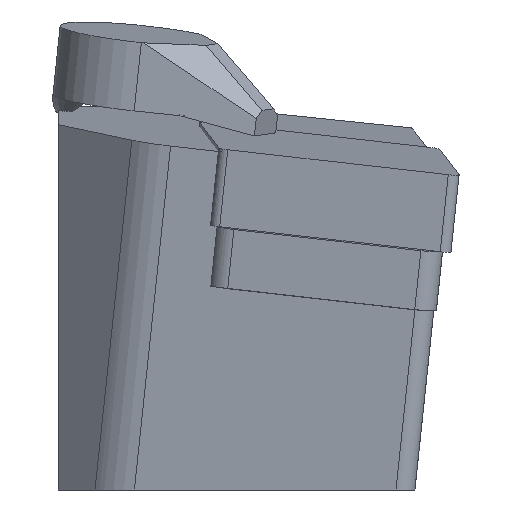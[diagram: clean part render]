
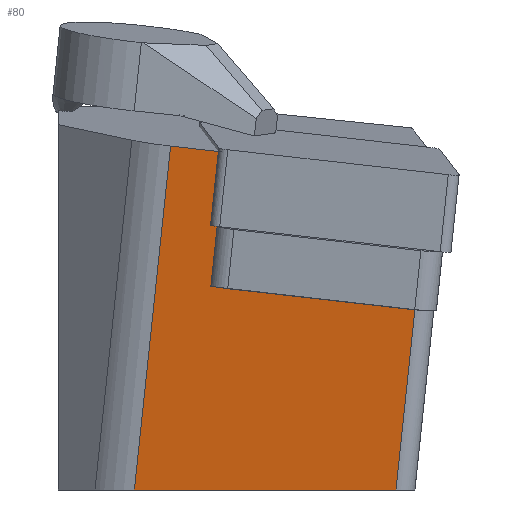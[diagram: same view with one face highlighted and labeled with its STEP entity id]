
A CAD part, left-side view. The second image highlights one B-rep face of the part: STEP entity #80.
In plain terms, the highlighted planar face has unit normal (-0.992, 0.087, -0.096).
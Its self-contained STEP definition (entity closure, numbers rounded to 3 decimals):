
#80=ADVANCED_FACE('',(#171),#132,.F.);
#132=PLANE('',#1039);
#171=FACE_OUTER_BOUND('',#224,.T.);
#224=EDGE_LOOP('',(#538,#539,#540,#541,#542,#543,#544));
#270=LINE('',#1399,#373);
#278=LINE('',#1418,#381);
#291=LINE('',#1445,#394);
#308=LINE('',#1490,#411);
#309=LINE('',#1494,#412);
#310=LINE('',#1496,#413);
#311=LINE('',#1497,#414);
#373=VECTOR('',#1118,1.);
#381=VECTOR('',#1130,1.);
#394=VECTOR('',#1151,1.);
#411=VECTOR('',#1182,1.);
#412=VECTOR('',#1187,1.);
#413=VECTOR('',#1188,1.);
#414=VECTOR('',#1189,1.);
#538=ORIENTED_EDGE('',*,*,#865,.F.);
#539=ORIENTED_EDGE('',*,*,#879,.T.);
#540=ORIENTED_EDGE('',*,*,#856,.F.);
#541=ORIENTED_EDGE('',*,*,#902,.T.);
#542=ORIENTED_EDGE('',*,*,#903,.F.);
#543=ORIENTED_EDGE('',*,*,#900,.T.);
#544=ORIENTED_EDGE('',*,*,#904,.T.);
#763=VERTEX_POINT('',#1398);
#764=VERTEX_POINT('',#1400);
#771=VERTEX_POINT('',#1415);
#772=VERTEX_POINT('',#1417);
#797=VERTEX_POINT('',#1489);
#798=VERTEX_POINT('',#1491);
#799=VERTEX_POINT('',#1495);
#856=EDGE_CURVE('',#763,#764,#270,.T.);
#865=EDGE_CURVE('',#772,#771,#278,.T.);
#879=EDGE_CURVE('',#772,#764,#291,.T.);
#900=EDGE_CURVE('',#798,#797,#308,.T.);
#902=EDGE_CURVE('',#763,#799,#309,.T.);
#903=EDGE_CURVE('',#798,#799,#310,.T.);
#904=EDGE_CURVE('',#797,#771,#311,.T.);
#1039=AXIS2_PLACEMENT_3D('',#1498,#1190,#1191);
#1118=DIRECTION('',(-0.076,-0.991,-0.112));
#1130=DIRECTION('',(-0.076,-0.991,-0.112));
#1151=DIRECTION('',(-0.105,-0.104,0.989));
#1182=DIRECTION('',(-0.105,-0.104,0.989));
#1187=DIRECTION('',(0.105,0.104,-0.989));
#1188=DIRECTION('',(0.087,0.996,0.));
#1189=DIRECTION('',(0.076,0.991,0.112));
#1190=DIRECTION('',(0.992,-0.087,0.096));
#1191=DIRECTION('',(0.096,0.,-0.995));
#1398=CARTESIAN_POINT('',(2.519,-8.937,2.387));
#1399=CARTESIAN_POINT('',(0.942,-29.523,0.057));
#1400=CARTESIAN_POINT('',(2.187,-13.268,1.897));
#1415=CARTESIAN_POINT('',(3.272,-12.741,-8.863));
#1417=CARTESIAN_POINT('',(3.317,-12.144,-8.795));
#1418=CARTESIAN_POINT('',(2.072,-28.399,-10.635));
#1445=CARTESIAN_POINT('',(1.749,-13.703,6.041));
#1489=CARTESIAN_POINT('',(2.072,-28.399,-10.635));
#1490=CARTESIAN_POINT('',(6.66,-23.836,-54.046));
#1491=CARTESIAN_POINT('',(3.591,-26.889,-25.));
#1494=CARTESIAN_POINT('',(8.237,-3.251,-51.715));
#1495=CARTESIAN_POINT('',(5.413,-6.059,-25.));
#1496=CARTESIAN_POINT('',(3.879,-23.593,-25.));
#1497=CARTESIAN_POINT('',(2.072,-28.399,-10.635));
#1498=CARTESIAN_POINT('',(6.66,-23.836,-54.046));
